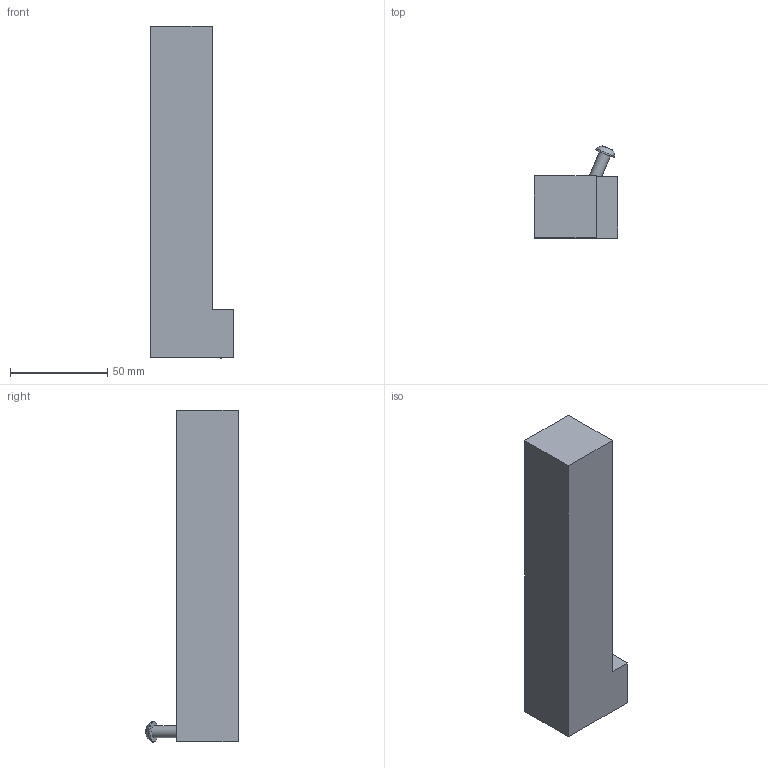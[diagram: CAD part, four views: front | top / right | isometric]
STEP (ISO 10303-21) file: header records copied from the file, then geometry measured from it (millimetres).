
FILE_DESCRIPTION(/* description */ (''),/* implementation_level */ '2;1');
FILE_NAME(/* name */ 'KGMEL3232P50_GTM.stp',/* time_stamp */ '2016-06-15T13:51:25+01:00',/* author */ (''),/* organization */ (''),/* preprocessor_version */ 'ST-DEVELOPER v15',/* originating_system */ 'SIEMENS PLM Software NX 9.0',/* authorisation */ '');
FILE_SCHEMA (('AUTOMOTIVE_DESIGN { 1 0 10303 214 3 1 1 1 }'));
Length unit declared in the file: millimetre
Products named in the file (1): KGMEL3232P50_GTM
Bounding box: 42.75 x 47.45 x 170.32 mm (x, y, z)
Volume: 175842.3 mm3; surface area: 27216.8 mm2
Topology: 4 solids, 4 shells, 76 faces, 179 edges, 116 vertices
Faces by surface type: cylinder 44, plane 22, cone 9, bspline 1
Full cylindrical faces by diameter (mm): 5.35 x2, 6 x3, 8.5 x2, 10.5 x1
Entity records: 2224 total; most frequent: DIRECTION 412, CARTESIAN_POINT 382, ORIENTED_EDGE 320, AXIS2_PLACEMENT_3D 173, EDGE_CURVE 160, VERTEX_POINT 114, EDGE_LOOP 98, CIRCLE 94
